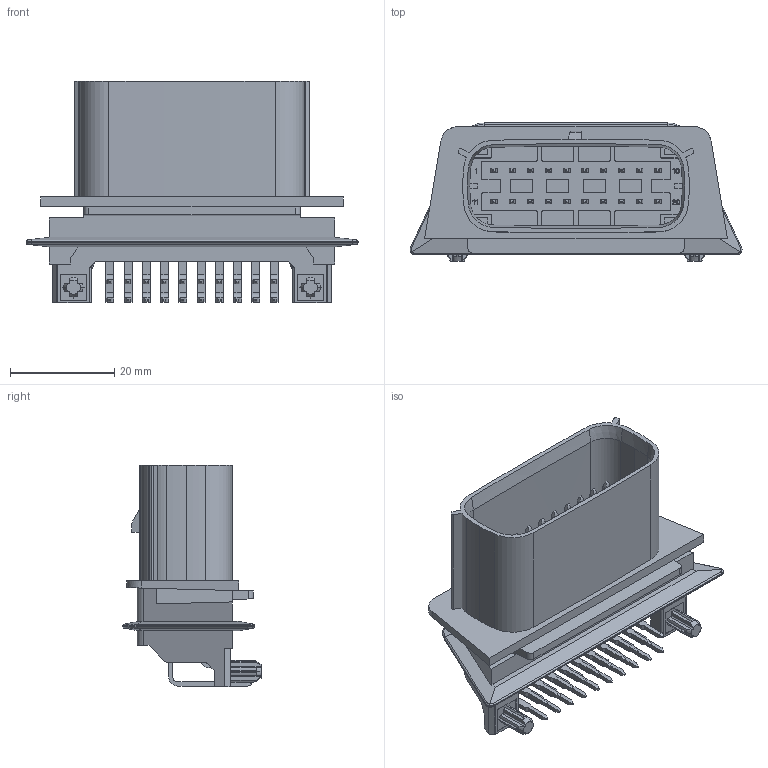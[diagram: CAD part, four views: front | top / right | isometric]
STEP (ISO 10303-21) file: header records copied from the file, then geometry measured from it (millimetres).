
FILE_DESCRIPTION(('STEP AP242'),'1');
FILE_NAME('348302001.stp','2025-09-30T06:16:24',('TraceParts'),('TraceParts S.A.S.'),'Spatial InterOp 3D',' ',' ');
FILE_SCHEMA(('AP242_MANAGED_MODEL_BASED_3D_ENGINEERING_MIM_LF {1 0 10303 442 1 1 4}'));
Length unit declared in the file: millimetre
Products named in the file (1): 1
Bounding box: 63.69 x 26.49 x 42.56 mm (x, y, z)
Volume: 10950.4 mm3; surface area: 16714 mm2
Topology: 1 solids, 1 shells, 1330 faces, 3728 edges, 2460 vertices
Faces by surface type: plane 977, cylinder 317, cone 24, bspline 8, torus 4
Entity records: 53349 total; most frequent: CARTESIAN_POINT 7905, ORIENTED_EDGE 7456, DIRECTION 7015, EDGE_CURVE 3728, LINE 2969, VECTOR 2969, VERTEX_POINT 2460, AXIS2_PLACEMENT_3D 2023
